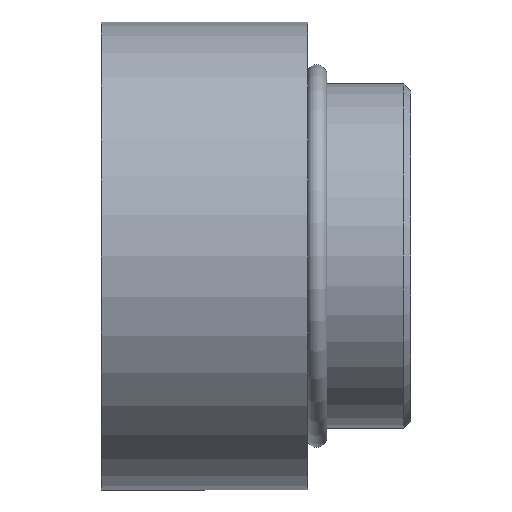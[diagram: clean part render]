
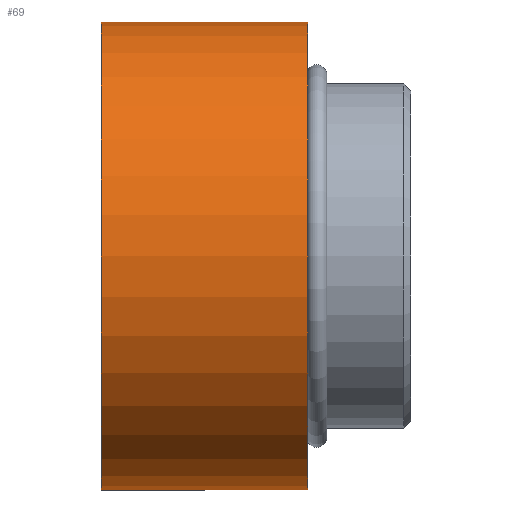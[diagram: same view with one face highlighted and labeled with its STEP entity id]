
A CAD part, left-side view. The second image highlights one B-rep face of the part: STEP entity #69.
In plain terms, the highlighted cylindrical face has radius 17 mm (diameter 34 mm), a partial arc.
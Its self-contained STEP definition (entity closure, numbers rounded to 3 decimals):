
#4 = CIRCLE ( 'NONE', #469, 17. ) ;
#12 = CIRCLE ( 'NONE', #484, 17. ) ;
#37 = EDGE_CURVE ( 'NONE', #228, #231, #550, .T. ) ;
#41 = EDGE_CURVE ( 'NONE', #229, #230, #562, .T. ) ;
#42 = EDGE_CURVE ( 'NONE', #230, #231, #12, .T. ) ;
#53 = EDGE_CURVE ( 'NONE', #229, #228, #4, .T. ) ;
#69 = ADVANCED_FACE ( 'NONE', ( #432 ), #433, .T. ) ;
#102 = CARTESIAN_POINT ( 'NONE',  ( 0., -10.273, 0. ) ) ;
#103 = DIRECTION ( 'NONE',  ( 0., -1., 0. ) ) ;
#104 = DIRECTION ( 'NONE',  ( 0., 0., -1. ) ) ;
#159 = CARTESIAN_POINT ( 'NONE',  ( 0., 12., -17. ) ) ;
#160 = CARTESIAN_POINT ( 'NONE',  ( 0., 12., 17. ) ) ;
#161 = CARTESIAN_POINT ( 'NONE',  ( 0., -3., 17. ) ) ;
#162 = CARTESIAN_POINT ( 'NONE',  ( 0., -3., -17. ) ) ;
#228 = VERTEX_POINT ( 'NONE', #159 ) ;
#229 = VERTEX_POINT ( 'NONE', #160 ) ;
#230 = VERTEX_POINT ( 'NONE', #161 ) ;
#231 = VERTEX_POINT ( 'NONE', #162 ) ;
#276 = ORIENTED_EDGE ( 'NONE', *, *, #42, .F. ) ;
#281 = ORIENTED_EDGE ( 'NONE', *, *, #41, .F. ) ;
#282 = ORIENTED_EDGE ( 'NONE', *, *, #53, .T. ) ;
#283 = ORIENTED_EDGE ( 'NONE', *, *, #37, .T. ) ;
#313 = EDGE_LOOP ( 'NONE', ( #281, #282, #283, #276 ) ) ;
#428 = AXIS2_PLACEMENT_3D ( 'NONE', #102, #103, #104 ) ;
#432 = FACE_OUTER_BOUND ( 'NONE', #313, .T. ) ;
#433 = CYLINDRICAL_SURFACE ( 'NONE', #428, 17. ) ;
#469 = AXIS2_PLACEMENT_3D ( 'NONE', #597, #598, #599 ) ;
#481 = VECTOR ( 'NONE', #564, 1000. ) ;
#484 = AXIS2_PLACEMENT_3D ( 'NONE', #558, #565, #566 ) ;
#486 = VECTOR ( 'NONE', #552, 1000. ) ;
#550 = LINE ( 'NONE', #551, #486 ) ;
#551 = CARTESIAN_POINT ( 'NONE',  ( 0., -10.273, -17. ) ) ;
#552 = DIRECTION ( 'NONE',  ( 0., -1., 0. ) ) ;
#558 = CARTESIAN_POINT ( 'NONE',  ( 0., -3., 0. ) ) ;
#562 = LINE ( 'NONE', #563, #481 ) ;
#563 = CARTESIAN_POINT ( 'NONE',  ( 0., -10.273, 17. ) ) ;
#564 = DIRECTION ( 'NONE',  ( 0., -1., 0. ) ) ;
#565 = DIRECTION ( 'NONE',  ( 0., -1., 0. ) ) ;
#566 = DIRECTION ( 'NONE',  ( 0., 0., -1. ) ) ;
#597 = CARTESIAN_POINT ( 'NONE',  ( 0., 12., 0. ) ) ;
#598 = DIRECTION ( 'NONE',  ( 0., -1., 0. ) ) ;
#599 = DIRECTION ( 'NONE',  ( 0., 0., -1. ) ) ;
